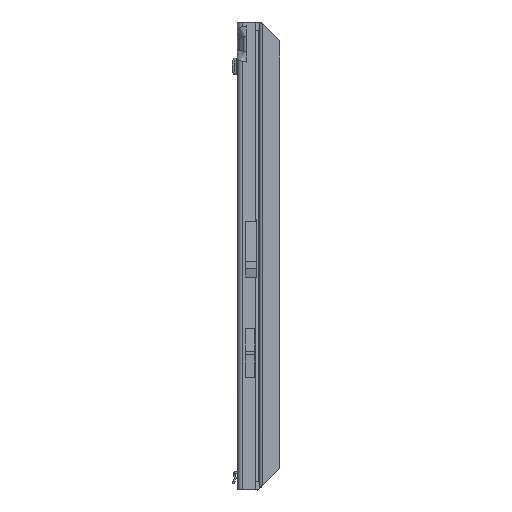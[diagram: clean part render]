
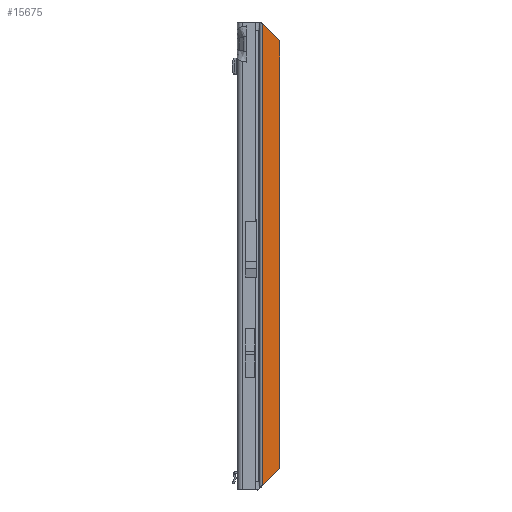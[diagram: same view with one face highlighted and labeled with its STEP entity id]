
A CAD part, front view. The second image highlights one B-rep face of the part: STEP entity #15675.
In plain terms, the highlighted planar face has unit normal (0, -1, 0).
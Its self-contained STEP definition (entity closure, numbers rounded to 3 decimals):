
#906 = VERTEX_POINT ( 'NONE', #13572 ) ;
#1342 = DIRECTION ( 'NONE',  ( 1., 0., 0. ) ) ;
#3133 = EDGE_CURVE ( 'NONE', #20326, #22163, #9384, .T. ) ;
#3317 = ORIENTED_EDGE ( 'NONE', *, *, #3133, .T. ) ;
#4101 = EDGE_LOOP ( 'NONE', ( #3317, #20544, #6863, #18247 ) ) ;
#5004 = CARTESIAN_POINT ( 'NONE',  ( 173.65, 0.9, -173.65 ) ) ;
#5135 = DIRECTION ( 'NONE',  ( 0.707, 0., 0.707 ) ) ;
#5804 = LINE ( 'NONE', #18314, #9237 ) ;
#6774 = LINE ( 'NONE', #25719, #22903 ) ;
#6863 = ORIENTED_EDGE ( 'NONE', *, *, #17617, .F. ) ;
#7016 = AXIS2_PLACEMENT_3D ( 'NONE', #20169, #24415, #1342 ) ;
#7039 = DIRECTION ( 'NONE',  ( 0., 0., -1. ) ) ;
#9026 = CARTESIAN_POINT ( 'NONE',  ( 0.5, 0.9, -346.8 ) ) ;
#9144 = VECTOR ( 'NONE', #5135, 1000. ) ;
#9237 = VECTOR ( 'NONE', #24768, 1000. ) ;
#9384 = LINE ( 'NONE', #20240, #22066 ) ;
#10734 = VERTEX_POINT ( 'NONE', #11923 ) ;
#11923 = CARTESIAN_POINT ( 'NONE',  ( 13.5, 0.9, -14.2 ) ) ;
#13572 = CARTESIAN_POINT ( 'NONE',  ( 13.5, 0.9, -333.8 ) ) ;
#14490 = EDGE_CURVE ( 'NONE', #22163, #906, #26011, .T. ) ;
#15675 = ADVANCED_FACE ( 'NONE', ( #18111 ), #18241, .T. ) ;
#17382 = EDGE_CURVE ( 'NONE', #10734, #20326, #6774, .T. ) ;
#17484 = CARTESIAN_POINT ( 'NONE',  ( 0.5, 0.9, -1.2 ) ) ;
#17617 = EDGE_CURVE ( 'NONE', #10734, #906, #5804, .T. ) ;
#18111 = FACE_OUTER_BOUND ( 'NONE', #4101, .T. ) ;
#18241 = PLANE ( 'NONE',  #7016 ) ;
#18247 = ORIENTED_EDGE ( 'NONE', *, *, #17382, .T. ) ;
#18314 = CARTESIAN_POINT ( 'NONE',  ( 13.5, 0.9, -348. ) ) ;
#20169 = CARTESIAN_POINT ( 'NONE',  ( 0., 0.9, 0. ) ) ;
#20240 = CARTESIAN_POINT ( 'NONE',  ( 0.5, 0.9, 0. ) ) ;
#20326 = VERTEX_POINT ( 'NONE', #17484 ) ;
#20544 = ORIENTED_EDGE ( 'NONE', *, *, #14490, .T. ) ;
#22066 = VECTOR ( 'NONE', #7039, 1000. ) ;
#22163 = VERTEX_POINT ( 'NONE', #9026 ) ;
#22903 = VECTOR ( 'NONE', #23262, 1000. ) ;
#23262 = DIRECTION ( 'NONE',  ( -0.707, 0., 0.707 ) ) ;
#24415 = DIRECTION ( 'NONE',  ( 0., -1., 0. ) ) ;
#24768 = DIRECTION ( 'NONE',  ( 0., 0., -1. ) ) ;
#25719 = CARTESIAN_POINT ( 'NONE',  ( -0.35, 0.9, -0.35 ) ) ;
#26011 = LINE ( 'NONE', #5004, #9144 ) ;
